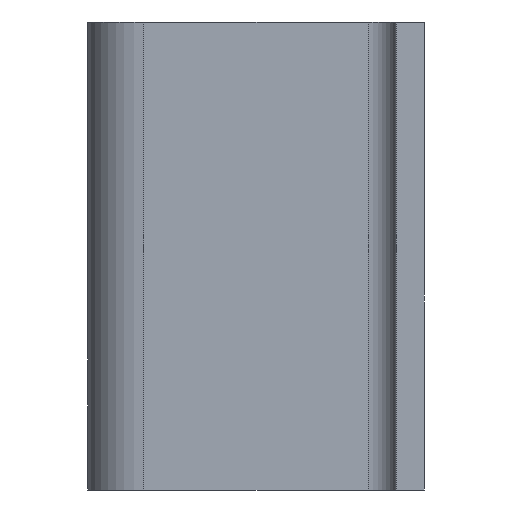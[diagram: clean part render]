
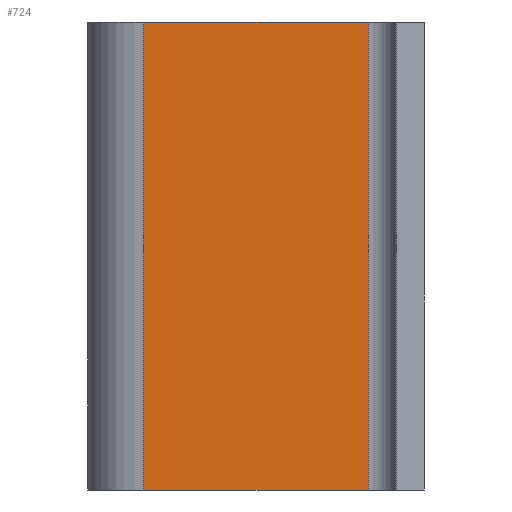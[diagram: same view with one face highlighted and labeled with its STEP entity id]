
A CAD part, left-side view. The second image highlights one B-rep face of the part: STEP entity #724.
In plain terms, the highlighted planar face has unit normal (-1, 0, 0).
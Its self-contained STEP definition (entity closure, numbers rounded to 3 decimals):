
#48 = ORIENTED_EDGE ( 'NONE', *, *, #1635, .F. ) ;
#130 = ORIENTED_EDGE ( 'NONE', *, *, #1445, .T. ) ;
#132 = ORIENTED_EDGE ( 'NONE', *, *, #1631, .F. ) ;
#140 = ORIENTED_EDGE ( 'NONE', *, *, #1250, .T. ) ;
#226 = LINE ( 'NONE', #1390, #233 ) ;
#233 = VECTOR ( 'NONE', #1061, 1000. ) ;
#289 = FACE_OUTER_BOUND ( 'NONE', #1588, .T. ) ;
#411 = CARTESIAN_POINT ( 'NONE',  ( -63., -30., 25. ) ) ;
#416 = DIRECTION ( 'NONE',  ( 0., 0., -1. ) ) ;
#423 = CARTESIAN_POINT ( 'NONE',  ( -63., -6., -25. ) ) ;
#424 = DIRECTION ( 'NONE',  ( 0., 1., 0. ) ) ;
#496 = VERTEX_POINT ( 'NONE', #559 ) ;
#498 = VERTEX_POINT ( 'NONE', #658 ) ;
#511 = VERTEX_POINT ( 'NONE', #619 ) ;
#517 = VERTEX_POINT ( 'NONE', #588 ) ;
#559 = CARTESIAN_POINT ( 'NONE',  ( -63., -30., 25. ) ) ;
#581 = DIRECTION ( 'NONE',  ( 0., 0., 1. ) ) ;
#588 = CARTESIAN_POINT ( 'NONE',  ( -63., -30., -25. ) ) ;
#605 = PLANE ( 'NONE',  #946 ) ;
#619 = CARTESIAN_POINT ( 'NONE',  ( -63., -6., -25. ) ) ;
#646 = DIRECTION ( 'NONE',  ( -1., 0., 0. ) ) ;
#651 = CARTESIAN_POINT ( 'NONE',  ( -63., -6., 25. ) ) ;
#658 = CARTESIAN_POINT ( 'NONE',  ( -63., -6., 25. ) ) ;
#724 = ADVANCED_FACE ( 'NONE', ( #289 ), #605, .T. ) ;
#946 = AXIS2_PLACEMENT_3D ( 'NONE', #651, #646, #581 ) ;
#1061 = DIRECTION ( 'NONE',  ( 0., 1., 0. ) ) ;
#1087 = CARTESIAN_POINT ( 'NONE',  ( -63., -6., 25. ) ) ;
#1130 = DIRECTION ( 'NONE',  ( 0., 0., -1. ) ) ;
#1197 = LINE ( 'NONE', #411, #1206 ) ;
#1206 = VECTOR ( 'NONE', #416, 1000. ) ;
#1211 = LINE ( 'NONE', #423, #1214 ) ;
#1214 = VECTOR ( 'NONE', #424, 1000. ) ;
#1250 = EDGE_CURVE ( 'NONE', #498, #511, #1251, .T. ) ;
#1251 = LINE ( 'NONE', #1087, #1258 ) ;
#1258 = VECTOR ( 'NONE', #1130, 1000. ) ;
#1390 = CARTESIAN_POINT ( 'NONE',  ( -63., -6., 25. ) ) ;
#1445 = EDGE_CURVE ( 'NONE', #496, #498, #226, .T. ) ;
#1588 = EDGE_LOOP ( 'NONE', ( #140, #48, #132, #130 ) ) ;
#1631 = EDGE_CURVE ( 'NONE', #496, #517, #1197, .T. ) ;
#1635 = EDGE_CURVE ( 'NONE', #517, #511, #1211, .T. ) ;
